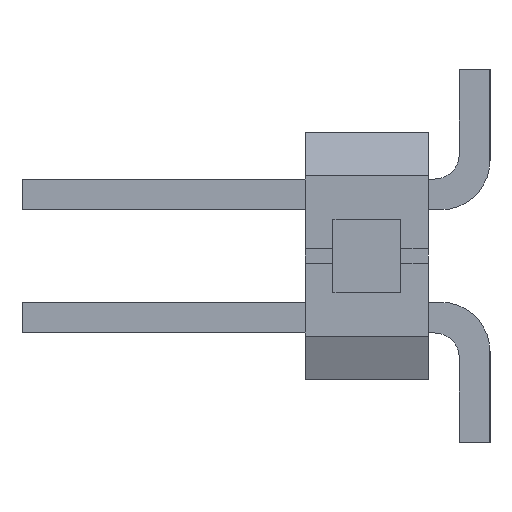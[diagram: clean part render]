
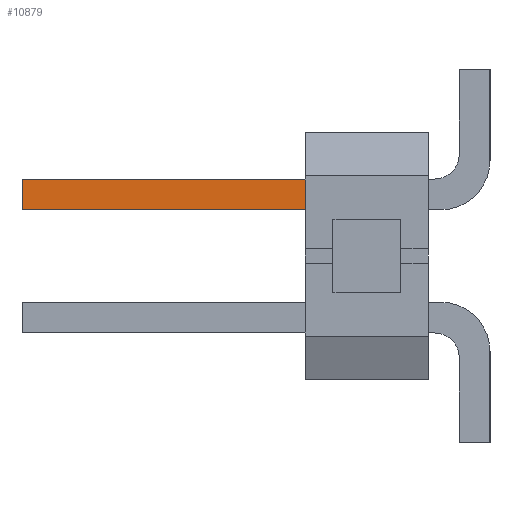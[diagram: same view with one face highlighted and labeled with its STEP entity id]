
A CAD part, left-side view. The second image highlights one B-rep face of the part: STEP entity #10879.
In plain terms, the highlighted planar face has unit normal (-1, 0, 0).
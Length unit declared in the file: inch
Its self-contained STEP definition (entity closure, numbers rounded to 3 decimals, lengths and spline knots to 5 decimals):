
#1033=ORIENTED_EDGE('',*,*,#3888,.F.);
#1034=ORIENTED_EDGE('',*,*,#3353,.T.);
#1035=ORIENTED_EDGE('',*,*,#3936,.F.);
#1036=ORIENTED_EDGE('',*,*,#3912,.F.);
#3353=EDGE_CURVE('',#4948,#4947,#6013,.T.);
#3888=EDGE_CURVE('',#4948,#5330,#6488,.T.);
#3912=EDGE_CURVE('',#5330,#5346,#6512,.T.);
#3936=EDGE_CURVE('',#5346,#4947,#6536,.T.);
#4947=VERTEX_POINT('',#14663);
#4948=VERTEX_POINT('',#14665);
#5330=VERTEX_POINT('',#15726);
#5346=VERTEX_POINT('',#15774);
#6013=LINE('',#14664,#7549);
#6488=LINE('',#15725,#8024);
#6512=LINE('',#15773,#8048);
#6536=LINE('',#15820,#8072);
#7549=VECTOR('',#11895,39.37008);
#8024=VECTOR('',#12778,39.37008);
#8048=VECTOR('',#12818,39.37008);
#8072=VECTOR('',#12858,39.37008);
#9237=EDGE_LOOP('',(#1033,#1034,#1035,#1036));
#9805=FACE_BOUND('',#9237,.T.);
#10343=PLANE('',#11501);
#10879=ADVANCED_FACE('',(#9805),#10343,.F.);
#11501=AXIS2_PLACEMENT_3D('',#15948,#12987,#12988);
#11895=DIRECTION('',(0.,0.,1.));
#12778=DIRECTION('',(0.,1.,0.));
#12818=DIRECTION('',(0.,0.,1.));
#12858=DIRECTION('',(0.,-1.,0.));
#12987=DIRECTION('',(1.,0.,0.));
#12988=DIRECTION('',(0.,0.,-1.));
#14663=CARTESIAN_POINT('',(-0.3625,0.105,0.0125));
#14664=CARTESIAN_POINT('',(-0.3625,0.105,0.0275));
#14665=CARTESIAN_POINT('',(-0.3625,0.105,-0.0125));
#15725=CARTESIAN_POINT('',(-0.3625,0.04,-0.0125));
#15726=CARTESIAN_POINT('',(-0.3625,0.38,-0.0125));
#15773=CARTESIAN_POINT('',(-0.3625,0.38,-0.0125));
#15774=CARTESIAN_POINT('',(-0.3625,0.38,0.0125));
#15820=CARTESIAN_POINT('',(-0.3625,0.38,0.0125));
#15948=CARTESIAN_POINT('',(-0.3625,0.04,0.0275));
